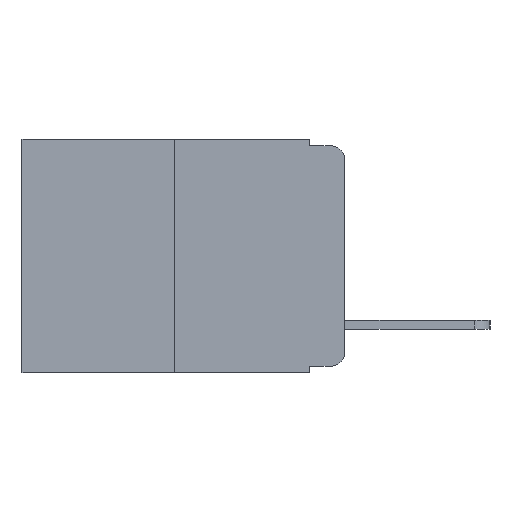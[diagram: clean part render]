
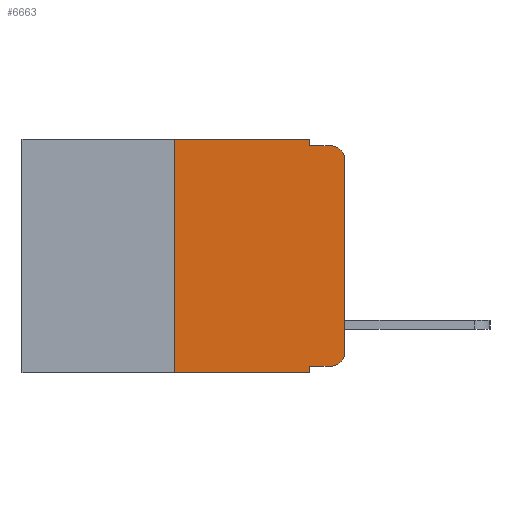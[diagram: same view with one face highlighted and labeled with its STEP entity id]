
A CAD part, left-side view. The second image highlights one B-rep face of the part: STEP entity #6663.
In plain terms, the highlighted planar face has unit normal (-1, 0, 0).
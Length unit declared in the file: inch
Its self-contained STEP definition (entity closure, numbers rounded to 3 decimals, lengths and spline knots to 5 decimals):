
#93 = EDGE_CURVE ( 'NONE', #11235, #11566, #2106, .T. ) ;
#1149 = VERTEX_POINT ( 'NONE', #5388 ) ;
#1173 = CARTESIAN_POINT ( 'NONE',  ( 0., 0.051, -0.01 ) ) ;
#1642 = VERTEX_POINT ( 'NONE', #18544 ) ;
#1644 = VERTEX_POINT ( 'NONE', #17882 ) ;
#2078 = ORIENTED_EDGE ( 'NONE', *, *, #10979, .F. ) ;
#2106 = LINE ( 'NONE', #1173, #17030 ) ;
#2328 = EDGE_CURVE ( 'NONE', #9345, #11566, #11883, .T. ) ;
#2551 = CARTESIAN_POINT ( 'NONE',  ( 0., 0.02, -0.03 ) ) ;
#2813 = VERTEX_POINT ( 'NONE', #3397 ) ;
#2945 = VECTOR ( 'NONE', #14301, 39.37008 ) ;
#3084 = CARTESIAN_POINT ( 'NONE',  ( 0., 0.473, 0. ) ) ;
#3169 = DIRECTION ( 'NONE',  ( -1., 0., 0. ) ) ;
#3397 = CARTESIAN_POINT ( 'NONE',  ( 0., 0.051, -0.333 ) ) ;
#3988 = CARTESIAN_POINT ( 'NONE',  ( 0., 0.473, -0.343 ) ) ;
#4085 = CARTESIAN_POINT ( 'NONE',  ( 0., 0.25, 0. ) ) ;
#4127 = CARTESIAN_POINT ( 'NONE',  ( 0., 0.051, 0. ) ) ;
#4588 = CARTESIAN_POINT ( 'NONE',  ( 0., 0.051, 0. ) ) ;
#4683 = DIRECTION ( 'NONE',  ( 1., 0., 0. ) ) ;
#4903 = VERTEX_POINT ( 'NONE', #4946 ) ;
#4946 = CARTESIAN_POINT ( 'NONE',  ( 0., 0.051, -0.343 ) ) ;
#5388 = CARTESIAN_POINT ( 'NONE',  ( 0., 0.25, -0.343 ) ) ;
#5485 = EDGE_CURVE ( 'NONE', #1644, #9345, #10861, .T. ) ;
#5643 = VECTOR ( 'NONE', #9965, 39.37008 ) ;
#5754 = CARTESIAN_POINT ( 'NONE',  ( 0., 0.051, -0.333 ) ) ;
#6110 = LINE ( 'NONE', #5754, #2945 ) ;
#6663 = ADVANCED_FACE ( 'NONE', ( #11244 ), #11978, .F. ) ;
#7420 = CARTESIAN_POINT ( 'NONE',  ( 0., 0.051, -0.01 ) ) ;
#7659 = CARTESIAN_POINT ( 'NONE',  ( 0., 0., 0. ) ) ;
#7682 = ORIENTED_EDGE ( 'NONE', *, *, #13803, .T. ) ;
#8049 = CARTESIAN_POINT ( 'NONE',  ( 0., 0.02, -0.01 ) ) ;
#8582 = DIRECTION ( 'NONE',  ( 0., -1., 0. ) ) ;
#8653 = DIRECTION ( 'NONE',  ( 0., 0., -1. ) ) ;
#9345 = VERTEX_POINT ( 'NONE', #17805 ) ;
#9718 = ORIENTED_EDGE ( 'NONE', *, *, #5485, .T. ) ;
#9805 = DIRECTION ( 'NONE',  ( -1., 0., 0. ) ) ;
#9952 = ORIENTED_EDGE ( 'NONE', *, *, #93, .F. ) ;
#9965 = DIRECTION ( 'NONE',  ( 0., 0., -1. ) ) ;
#10145 = VECTOR ( 'NONE', #11460, 39.37008 ) ;
#10574 = LINE ( 'NONE', #4127, #10145 ) ;
#10796 = EDGE_CURVE ( 'NONE', #1642, #1644, #14406, .T. ) ;
#10824 = VECTOR ( 'NONE', #18192, 39.37008 ) ;
#10861 = LINE ( 'NONE', #7659, #14081 ) ;
#10979 = EDGE_CURVE ( 'NONE', #17369, #11958, #18149, .T. ) ;
#11235 = VERTEX_POINT ( 'NONE', #7420 ) ;
#11244 = FACE_OUTER_BOUND ( 'NONE', #14590, .T. ) ;
#11460 = DIRECTION ( 'NONE',  ( 0., 0., -1. ) ) ;
#11473 = ORIENTED_EDGE ( 'NONE', *, *, #2328, .T. ) ;
#11566 = VERTEX_POINT ( 'NONE', #8049 ) ;
#11717 = ORIENTED_EDGE ( 'NONE', *, *, #18036, .F. ) ;
#11883 = CIRCLE ( 'NONE', #15865, 0.02 ) ;
#11958 = VERTEX_POINT ( 'NONE', #4588 ) ;
#11978 = PLANE ( 'NONE',  #18213 ) ;
#12042 = CARTESIAN_POINT ( 'NONE',  ( 0., 0.02, -0.313 ) ) ;
#12681 = EDGE_CURVE ( 'NONE', #2813, #1642, #6110, .T. ) ;
#12710 = VECTOR ( 'NONE', #14087, 39.37008 ) ;
#13139 = LINE ( 'NONE', #3988, #12710 ) ;
#13284 = ORIENTED_EDGE ( 'NONE', *, *, #12681, .T. ) ;
#13406 = DIRECTION ( 'NONE',  ( 0., 0., -1. ) ) ;
#13803 = EDGE_CURVE ( 'NONE', #1149, #4903, #13139, .T. ) ;
#14081 = VECTOR ( 'NONE', #14664, 39.37008 ) ;
#14087 = DIRECTION ( 'NONE',  ( 0., -1., 0. ) ) ;
#14301 = DIRECTION ( 'NONE',  ( 0., -1., 0. ) ) ;
#14363 = AXIS2_PLACEMENT_3D ( 'NONE', #12042, #3169, #13406 ) ;
#14406 = CIRCLE ( 'NONE', #14363, 0.02 ) ;
#14464 = LINE ( 'NONE', #4085, #10824 ) ;
#14468 = EDGE_CURVE ( 'NONE', #2813, #4903, #16878, .T. ) ;
#14590 = EDGE_LOOP ( 'NONE', ( #9718, #11473, #9952, #11717, #2078, #15123, #7682, #15799, #13284, #15373 ) ) ;
#14664 = DIRECTION ( 'NONE',  ( 0., 0., 1. ) ) ;
#14683 = DIRECTION ( 'NONE',  ( 0., 0., -1. ) ) ;
#15123 = ORIENTED_EDGE ( 'NONE', *, *, #17171, .F. ) ;
#15373 = ORIENTED_EDGE ( 'NONE', *, *, #10796, .T. ) ;
#15799 = ORIENTED_EDGE ( 'NONE', *, *, #14468, .F. ) ;
#15865 = AXIS2_PLACEMENT_3D ( 'NONE', #2551, #9805, #8653 ) ;
#16573 = CARTESIAN_POINT ( 'NONE',  ( 0., 0.473, 0. ) ) ;
#16831 = CARTESIAN_POINT ( 'NONE',  ( 0., 0.051, 0. ) ) ;
#16878 = LINE ( 'NONE', #16831, #5643 ) ;
#17030 = VECTOR ( 'NONE', #8582, 39.37008 ) ;
#17171 = EDGE_CURVE ( 'NONE', #1149, #17369, #14464, .T. ) ;
#17369 = VERTEX_POINT ( 'NONE', #18479 ) ;
#17739 = VECTOR ( 'NONE', #17896, 39.37008 ) ;
#17805 = CARTESIAN_POINT ( 'NONE',  ( 0., 0., -0.03 ) ) ;
#17882 = CARTESIAN_POINT ( 'NONE',  ( 0., 0., -0.313 ) ) ;
#17896 = DIRECTION ( 'NONE',  ( 0., -1., 0. ) ) ;
#18036 = EDGE_CURVE ( 'NONE', #11958, #11235, #10574, .T. ) ;
#18149 = LINE ( 'NONE', #16573, #17739 ) ;
#18192 = DIRECTION ( 'NONE',  ( 0., 0., 1. ) ) ;
#18213 = AXIS2_PLACEMENT_3D ( 'NONE', #3084, #4683, #14683 ) ;
#18479 = CARTESIAN_POINT ( 'NONE',  ( 0., 0.25, 0. ) ) ;
#18544 = CARTESIAN_POINT ( 'NONE',  ( 0., 0.02, -0.333 ) ) ;
